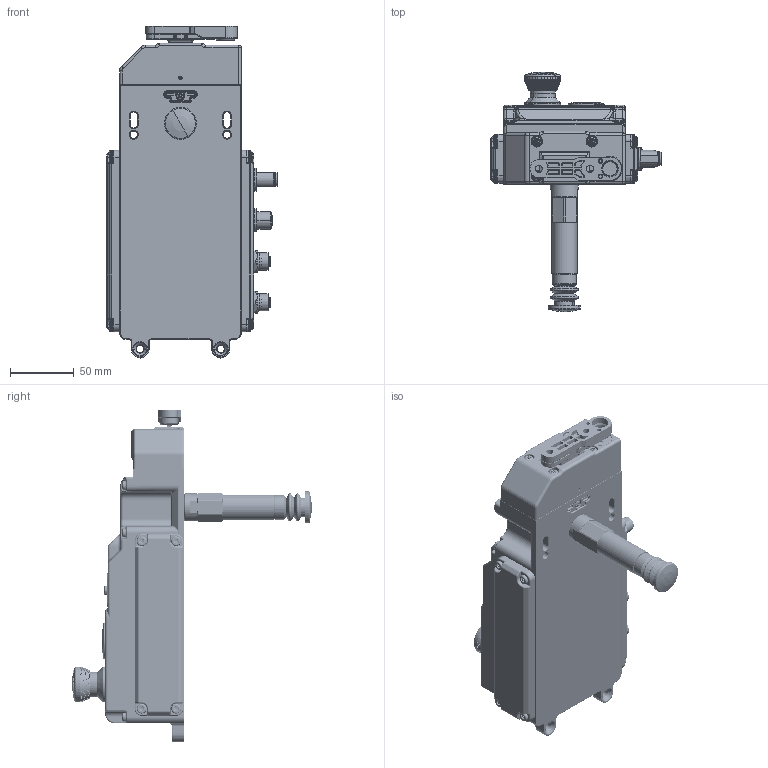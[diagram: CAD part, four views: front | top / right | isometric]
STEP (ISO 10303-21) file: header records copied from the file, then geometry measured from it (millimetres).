
FILE_DESCRIPTION (( 'STEP AP214' ), '1' );
FILE_NAME ('UGB-NET-528106.STEP', '2025-07-02T11:10:07', ( '' ), ( '' ), 'SwSTEP 2.0', 'SolidWorks 2024', '' );
FILE_SCHEMA (( 'AUTOMOTIVE_DESIGN' ));
Products named in the file (1): UGB-NET-528106
Bounding box: 133.1 x 187.36 x 259.5 mm (x, y, z)
Volume: 1325756.5 mm3; surface area: 126549.6 mm2
Topology: 7 solids, 36 shells, 4637 faces, 11079 edges, 6605 vertices
Faces by surface type: cylinder 1710, plane 1382, torus 860, cone 456, bspline 164, sphere 65
Full cylindrical faces by diameter (mm): 14.5 x1, 18.2 x1, 19 x1, 19.8 x1, 27.9 x3, 28 x1
Entity records: 148170 total; most frequent: CARTESIAN_POINT 40271, DIRECTION 24595, ORIENTED_EDGE 21894, EDGE_CURVE 10947, AXIS2_PLACEMENT_3D 10419, VERTEX_POINT 6594, CIRCLE 5945, EDGE_LOOP 4929
